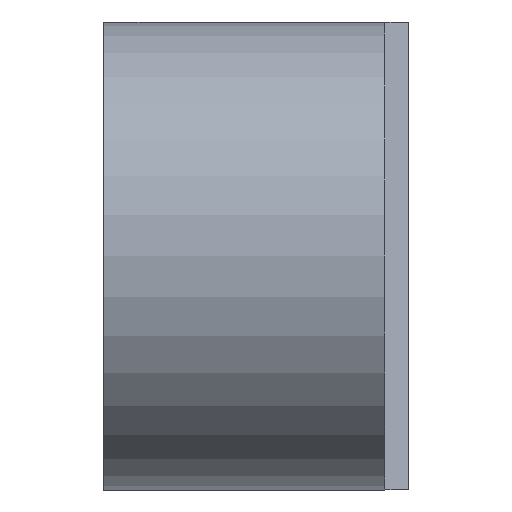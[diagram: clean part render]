
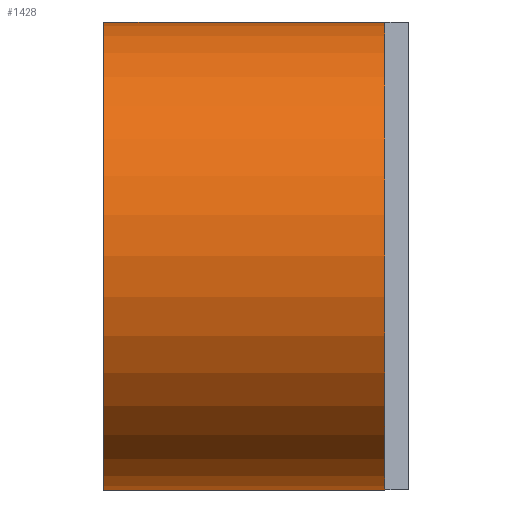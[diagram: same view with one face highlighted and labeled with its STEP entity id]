
A CAD part, front view. The second image highlights one B-rep face of the part: STEP entity #1428.
In plain terms, the highlighted cylindrical face has radius 10 mm (diameter 20 mm), a partial arc.
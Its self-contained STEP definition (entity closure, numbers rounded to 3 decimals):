
#10 = VECTOR ( 'NONE', #785, 1000. ) ;
#16 = EDGE_CURVE ( 'NONE', #1183, #1131, #826, .T. ) ;
#78 = ORIENTED_EDGE ( 'NONE', *, *, #16, .T. ) ;
#167 = ORIENTED_EDGE ( 'NONE', *, *, #291, .F. ) ;
#226 = EDGE_CURVE ( 'NONE', #1131, #1589, #1148, .T. ) ;
#246 = EDGE_LOOP ( 'NONE', ( #861, #78, #666, #167 ) ) ;
#269 = FACE_OUTER_BOUND ( 'NONE', #246, .T. ) ;
#291 = EDGE_CURVE ( 'NONE', #1540, #1589, #1199, .T. ) ;
#354 = DIRECTION ( 'NONE',  ( 0., -1., 0. ) ) ;
#370 = DIRECTION ( 'NONE',  ( 1., 0., 0. ) ) ;
#471 = CARTESIAN_POINT ( 'NONE',  ( 12., -54., 10. ) ) ;
#483 = DIRECTION ( 'NONE',  ( 0., 0., 1. ) ) ;
#527 = CARTESIAN_POINT ( 'NONE',  ( 13., -54., -10. ) ) ;
#666 = ORIENTED_EDGE ( 'NONE', *, *, #226, .T. ) ;
#734 = AXIS2_PLACEMENT_3D ( 'NONE', #812, #1580, #1557 ) ;
#770 = CARTESIAN_POINT ( 'NONE',  ( 12., -54., 0. ) ) ;
#785 = DIRECTION ( 'NONE',  ( -1., 0., 0. ) ) ;
#792 = AXIS2_PLACEMENT_3D ( 'NONE', #770, #1530, #354 ) ;
#812 = CARTESIAN_POINT ( 'NONE',  ( 13., -54., 0. ) ) ;
#826 = LINE ( 'NONE', #1085, #970 ) ;
#861 = ORIENTED_EDGE ( 'NONE', *, *, #1300, .T. ) ;
#970 = VECTOR ( 'NONE', #1219, 1000. ) ;
#1064 = CYLINDRICAL_SURFACE ( 'NONE', #734, 10. ) ;
#1085 = CARTESIAN_POINT ( 'NONE',  ( 13., -54., 10. ) ) ;
#1104 = CARTESIAN_POINT ( 'NONE',  ( 0., -54., 10. ) ) ;
#1131 = VERTEX_POINT ( 'NONE', #1104 ) ;
#1148 = CIRCLE ( 'NONE', #1365, 10. ) ;
#1183 = VERTEX_POINT ( 'NONE', #471 ) ;
#1199 = LINE ( 'NONE', #527, #10 ) ;
#1219 = DIRECTION ( 'NONE',  ( -1., 0., 0. ) ) ;
#1300 = EDGE_CURVE ( 'NONE', #1540, #1183, #1309, .T. ) ;
#1309 = CIRCLE ( 'NONE', #792, 10. ) ;
#1365 = AXIS2_PLACEMENT_3D ( 'NONE', #1545, #370, #483 ) ;
#1420 = CARTESIAN_POINT ( 'NONE',  ( 0., -54., -10. ) ) ;
#1428 = ADVANCED_FACE ( 'NONE', ( #269 ), #1064, .T. ) ;
#1467 = CARTESIAN_POINT ( 'NONE',  ( 12., -54., -10. ) ) ;
#1530 = DIRECTION ( 'NONE',  ( -1., 0., 0. ) ) ;
#1540 = VERTEX_POINT ( 'NONE', #1467 ) ;
#1545 = CARTESIAN_POINT ( 'NONE',  ( 0., -54., 0. ) ) ;
#1557 = DIRECTION ( 'NONE',  ( 0., 0., 1. ) ) ;
#1580 = DIRECTION ( 'NONE',  ( -1., 0., 0. ) ) ;
#1589 = VERTEX_POINT ( 'NONE', #1420 ) ;
